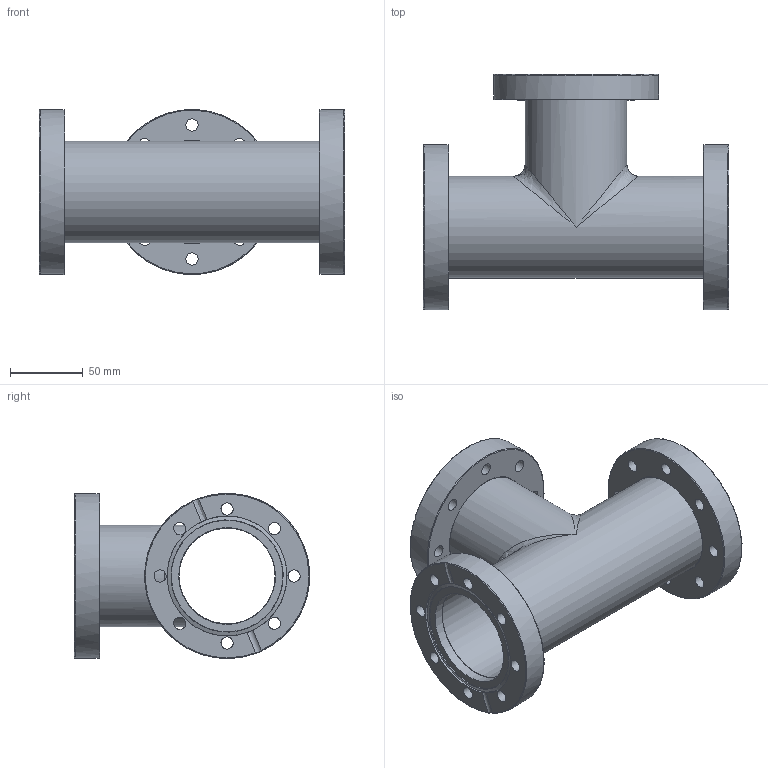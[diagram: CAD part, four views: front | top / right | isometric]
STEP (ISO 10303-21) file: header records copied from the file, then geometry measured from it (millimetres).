
FILE_DESCRIPTION((''),'2;1');
FILE_NAME('TE63-304.stp','2009-04-23T16:02:33',('hasers'),(''),'Autodesk Inventor 2008','Autodesk Inventor 2008','');
FILE_SCHEMA(('AUTOMOTIVE_DESIGN { 1 0 10303 214 1 1 1 1 }'));
Length unit declared in the file: millimetre
Products named in the file (3): TE63-304; Rohre [Subject [Summary]=T-Collar][Keywords [Summary]=1.4404][Title [Summary]=TEE70-CF]; CF-07 [Keywords [Summary]=1.4301][Company [Summary]=Vacom][Title [Summary]=F63B70]
Assembly tree (4 placements, depth 2):
  TE63-304
    Rohre [Subject [Summary]=T-Collar][Keywords [Summary]=1.4404][Title [Summary]=TEE70-CF]
    CF-07 [Keywords [Summary]=1.4301][Company [Summary]=Vacom][Title [Summary]=F63B70]  x3
Bounding box: 210 x 161.75 x 113.48 mm (x, y, z)
Volume: 412279.1 mm3; surface area: 185310.4 mm2
Topology: 4 solids, 4 shells, 86 faces, 244 edges, 160 vertices
Faces by surface type: bspline 31, cylinder 19, plane 18, torus 12, cone 6
Full cylindrical faces by diameter (mm): 66 x2, 66.5 x3, 70 x2, 70.3 x3, 82.5 x3, 113.5 x3
Entity records: 2186 total; most frequent: CARTESIAN_POINT 1358, DIRECTION 156, ORIENTED_EDGE 116, EDGE_LOOP 80, AXIS2_PLACEMENT_3D 76, EDGE_CURVE 58, VERTEX_POINT 48, FACE_BOUND 44
